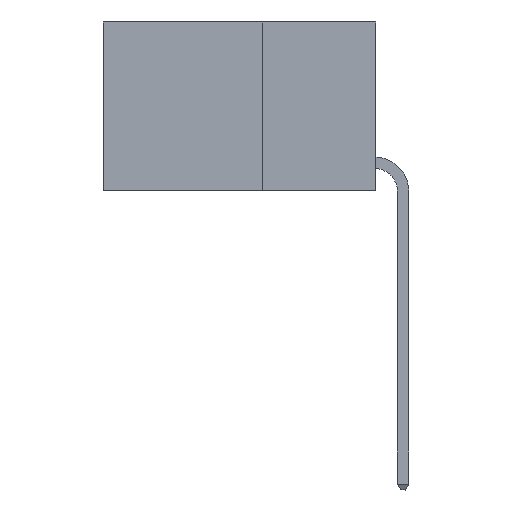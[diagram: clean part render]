
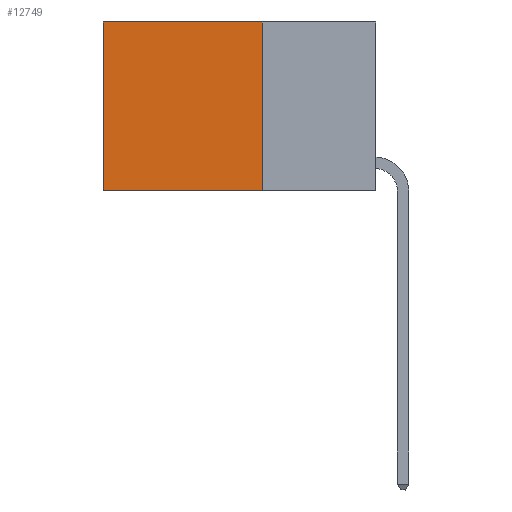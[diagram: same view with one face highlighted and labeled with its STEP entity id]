
A CAD part, left-side view. The second image highlights one B-rep face of the part: STEP entity #12749.
In plain terms, the highlighted planar face has unit normal (-1, 0, 0).
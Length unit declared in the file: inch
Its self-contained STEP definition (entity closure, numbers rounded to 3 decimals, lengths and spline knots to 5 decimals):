
#354 = DIRECTION ( 'NONE',  ( 0., 0., -1. ) ) ;
#377 = LINE ( 'NONE', #7003, #11694 ) ;
#393 = VERTEX_POINT ( 'NONE', #6037 ) ;
#672 = EDGE_CURVE ( 'NONE', #13007, #5859, #13745, .T. ) ;
#905 = CARTESIAN_POINT ( 'NONE',  ( 0.2625, 0.25, -0.37 ) ) ;
#1537 = DIRECTION ( 'NONE',  ( 0., 0., -1. ) ) ;
#1937 = CARTESIAN_POINT ( 'NONE',  ( 0.2625, 0.25, 0. ) ) ;
#1958 = CARTESIAN_POINT ( 'NONE',  ( 0.2625, 0.6, 0. ) ) ;
#2143 = DIRECTION ( 'NONE',  ( 0., 1., 0. ) ) ;
#2244 = AXIS2_PLACEMENT_3D ( 'NONE', #12374, #6912, #354 ) ;
#2259 = CARTESIAN_POINT ( 'NONE',  ( 0.2625, 0.25, 0. ) ) ;
#3361 = DIRECTION ( 'NONE',  ( 0., 0., -1. ) ) ;
#4212 = EDGE_LOOP ( 'NONE', ( #5587, #9400, #13890, #6789 ) ) ;
#4431 = FACE_OUTER_BOUND ( 'NONE', #4212, .T. ) ;
#4829 = CARTESIAN_POINT ( 'NONE',  ( 0.2625, 0.25, -0.37 ) ) ;
#5347 = VECTOR ( 'NONE', #2143, 39.37008 ) ;
#5587 = ORIENTED_EDGE ( 'NONE', *, *, #8893, .T. ) ;
#5823 = PLANE ( 'NONE',  #2244 ) ;
#5859 = VERTEX_POINT ( 'NONE', #1958 ) ;
#6037 = CARTESIAN_POINT ( 'NONE',  ( 0.2625, 0.6, -0.37 ) ) ;
#6103 = EDGE_CURVE ( 'NONE', #9010, #393, #8387, .T. ) ;
#6789 = ORIENTED_EDGE ( 'NONE', *, *, #672, .T. ) ;
#6912 = DIRECTION ( 'NONE',  ( 1., 0., 0. ) ) ;
#7003 = CARTESIAN_POINT ( 'NONE',  ( 0.2625, 0.6, 0. ) ) ;
#8387 = LINE ( 'NONE', #905, #13205 ) ;
#8893 = EDGE_CURVE ( 'NONE', #5859, #393, #377, .T. ) ;
#9010 = VERTEX_POINT ( 'NONE', #4829 ) ;
#9072 = VECTOR ( 'NONE', #3361, 39.37008 ) ;
#9400 = ORIENTED_EDGE ( 'NONE', *, *, #6103, .F. ) ;
#9420 = LINE ( 'NONE', #2259, #9072 ) ;
#9807 = CARTESIAN_POINT ( 'NONE',  ( 0.2625, 0.25, 0. ) ) ;
#11307 = EDGE_CURVE ( 'NONE', #13007, #9010, #9420, .T. ) ;
#11694 = VECTOR ( 'NONE', #1537, 39.37008 ) ;
#12374 = CARTESIAN_POINT ( 'NONE',  ( 0.2625, 0.25, 0. ) ) ;
#12749 = ADVANCED_FACE ( 'NONE', ( #4431 ), #5823, .F. ) ;
#13007 = VERTEX_POINT ( 'NONE', #1937 ) ;
#13205 = VECTOR ( 'NONE', #14074, 39.37008 ) ;
#13745 = LINE ( 'NONE', #9807, #5347 ) ;
#13890 = ORIENTED_EDGE ( 'NONE', *, *, #11307, .F. ) ;
#14074 = DIRECTION ( 'NONE',  ( 0., 1., 0. ) ) ;
